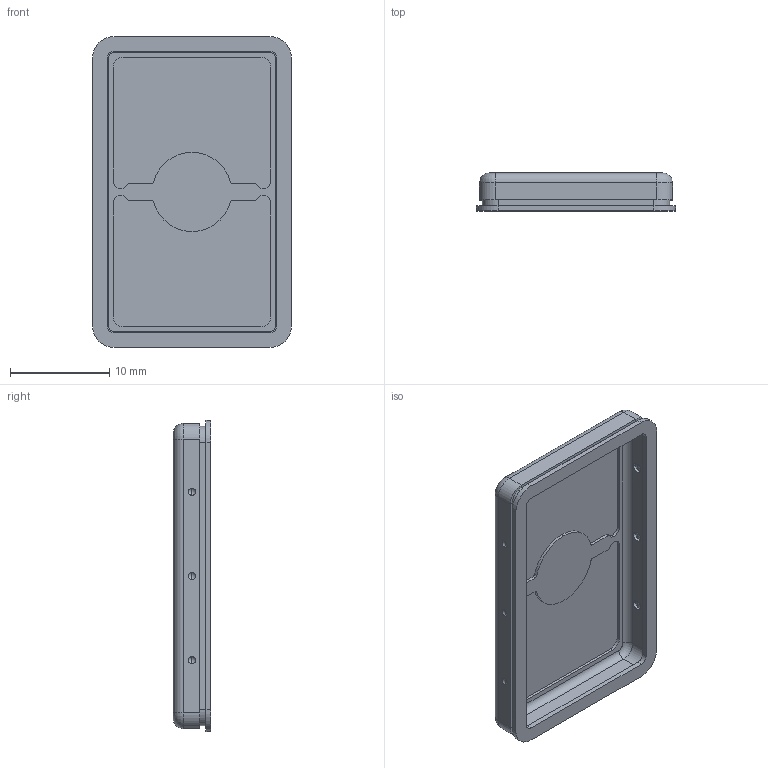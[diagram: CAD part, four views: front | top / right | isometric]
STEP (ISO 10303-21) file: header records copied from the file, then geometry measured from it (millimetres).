
FILE_DESCRIPTION (( 'STEP AP203' ), '1' );
FILE_NAME ('MS302-10.STEP', '2018-05-08T08:37:15', ( '' ), ( '' ), 'SwSTEP 2.0', 'SolidWorks 2015', '' );
FILE_SCHEMA (( 'CONFIG_CONTROL_DESIGN' ));
Length unit declared in the file: millimetre
Products named in the file (4): MS302-10; MS302-10F; MS302-10C; MS302-10_Foot-Print
Assembly tree (3 placements, depth 2):
  MS302-10
    MS302-10F
    MS302-10C
    MS302-10_Foot-Print
Bounding box: 20.1 x 3.8 x 31.4 mm (x, y, z)
Volume: 434 mm3; surface area: 2898.1 mm2
Topology: 3 solids, 3 shells, 169 faces, 401 edges, 250 vertices
Faces by surface type: cylinder 73, plane 56, sphere 24, torus 16
Entity records: 5359 total; most frequent: DIRECTION 961, CARTESIAN_POINT 826, ORIENTED_EDGE 802, EDGE_CURVE 401, AXIS2_PLACEMENT_3D 385, VERTEX_POINT 250, CIRCLE 210, EDGE_LOOP 199
